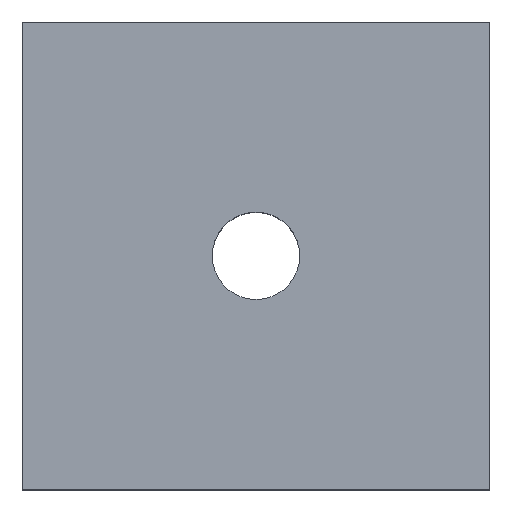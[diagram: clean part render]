
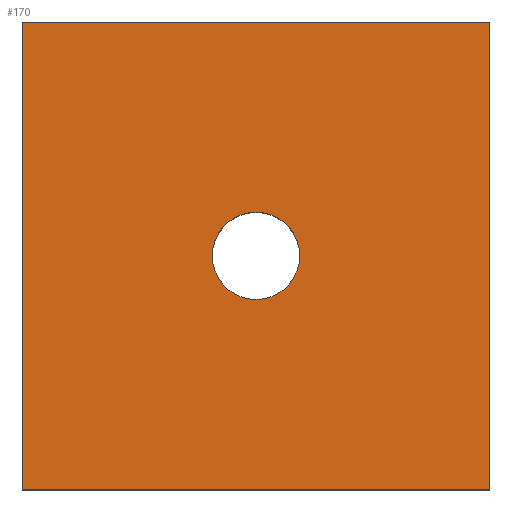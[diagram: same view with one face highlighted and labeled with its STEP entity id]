
A CAD part, top view. The second image highlights one B-rep face of the part: STEP entity #170.
In plain terms, the highlighted planar face has unit normal (0, 0, 1).
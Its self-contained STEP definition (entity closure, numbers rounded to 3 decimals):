
#24 = VERTEX_POINT('',#25);
#25 = CARTESIAN_POINT('',(-5.225,11.925,11.1));
#31 = EDGE_CURVE('',#24,#32,#34,.T.);
#32 = VERTEX_POINT('',#33);
#33 = CARTESIAN_POINT('',(23.325,11.925,11.1));
#34 = LINE('',#35,#36);
#35 = CARTESIAN_POINT('',(-5.225,11.925,11.1));
#36 = VECTOR('',#37,1.);
#37 = DIRECTION('',(1.,0.,0.));
#64 = VERTEX_POINT('',#65);
#65 = CARTESIAN_POINT('',(-5.225,-16.625,11.1));
#71 = EDGE_CURVE('',#64,#24,#72,.T.);
#72 = LINE('',#73,#74);
#73 = CARTESIAN_POINT('',(-5.225,-16.625,11.1));
#74 = VECTOR('',#75,1.);
#75 = DIRECTION('',(0.,1.,0.));
#93 = EDGE_CURVE('',#32,#94,#96,.T.);
#94 = VERTEX_POINT('',#95);
#95 = CARTESIAN_POINT('',(23.325,-16.625,11.1));
#96 = LINE('',#97,#98);
#97 = CARTESIAN_POINT('',(23.325,11.925,11.1));
#98 = VECTOR('',#99,1.);
#99 = DIRECTION('',(0.,-1.,0.));
#170 = ADVANCED_FACE('',(#171,#182),#193,.F.);
#171 = FACE_BOUND('',#172,.F.);
#172 = EDGE_LOOP('',(#173,#174,#175,#181));
#173 = ORIENTED_EDGE('',*,*,#31,.T.);
#174 = ORIENTED_EDGE('',*,*,#93,.T.);
#175 = ORIENTED_EDGE('',*,*,#176,.T.);
#176 = EDGE_CURVE('',#94,#64,#177,.T.);
#177 = LINE('',#178,#179);
#178 = CARTESIAN_POINT('',(23.325,-16.625,11.1));
#179 = VECTOR('',#180,1.);
#180 = DIRECTION('',(-1.,0.,0.));
#181 = ORIENTED_EDGE('',*,*,#71,.T.);
#182 = FACE_BOUND('',#183,.F.);
#183 = EDGE_LOOP('',(#184));
#184 = ORIENTED_EDGE('',*,*,#185,.T.);
#185 = EDGE_CURVE('',#186,#186,#188,.T.);
#186 = VERTEX_POINT('',#187);
#187 = CARTESIAN_POINT('',(11.718,-2.35,11.1));
#188 = CIRCLE('',#189,2.668);
#189 = AXIS2_PLACEMENT_3D('',#190,#191,#192);
#190 = CARTESIAN_POINT('',(9.05,-2.35,11.1));
#191 = DIRECTION('',(0.,0.,1.));
#192 = DIRECTION('',(1.,0.,0.));
#193 = PLANE('',#194);
#194 = AXIS2_PLACEMENT_3D('',#195,#196,#197);
#195 = CARTESIAN_POINT('',(9.05,-2.35,11.1));
#196 = DIRECTION('',(-0.,-0.,-1.));
#197 = DIRECTION('',(-1.,0.,0.));
